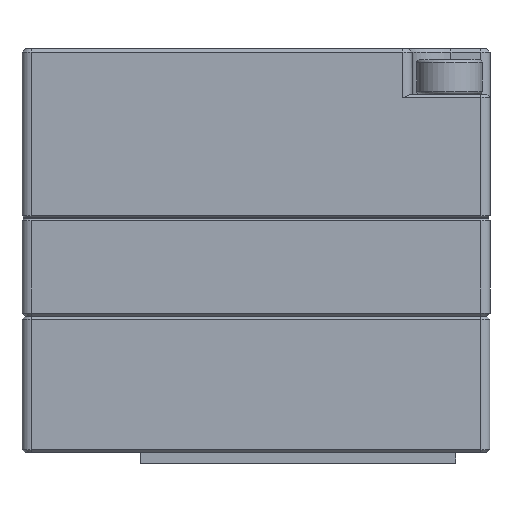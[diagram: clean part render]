
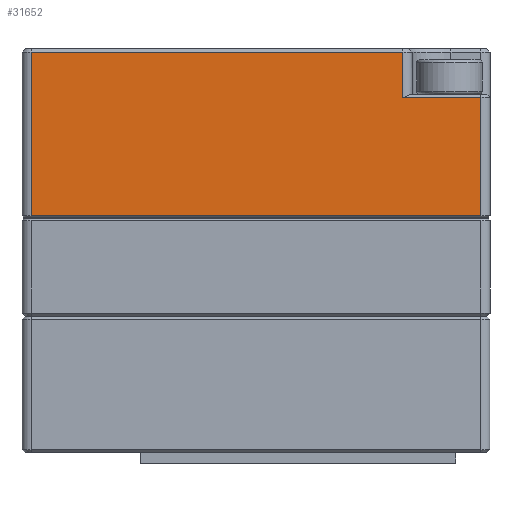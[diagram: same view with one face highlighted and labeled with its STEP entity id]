
A CAD part, front view. The second image highlights one B-rep face of the part: STEP entity #31652.
In plain terms, the highlighted planar face has unit normal (0, -1, 0).
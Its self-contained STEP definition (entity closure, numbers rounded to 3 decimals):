
#31652=ADVANCED_FACE('',(#41930),#35463,.T.);
#35463=PLANE('',#143062);
#41930=FACE_OUTER_BOUND('',#48882,.T.);
#48882=EDGE_LOOP('',(#81577,#81578,#81579,#81580,#81581,#81582));
#81577=ORIENTED_EDGE('',*,*,#108876,.T.);
#81578=ORIENTED_EDGE('',*,*,#108877,.T.);
#81579=ORIENTED_EDGE('',*,*,#108878,.T.);
#81580=ORIENTED_EDGE('',*,*,#108879,.T.);
#81581=ORIENTED_EDGE('',*,*,#108880,.T.);
#81582=ORIENTED_EDGE('',*,*,#108881,.T.);
#92401=VERTEX_POINT('',#213760);
#92402=VERTEX_POINT('',#213761);
#92403=VERTEX_POINT('',#213763);
#92404=VERTEX_POINT('',#213765);
#92405=VERTEX_POINT('',#213767);
#92406=VERTEX_POINT('',#213769);
#108876=EDGE_CURVE('',#92401,#92402,#120596,.T.);
#108877=EDGE_CURVE('',#92402,#92403,#120597,.T.);
#108878=EDGE_CURVE('',#92403,#92404,#120598,.T.);
#108879=EDGE_CURVE('',#92404,#92405,#120599,.T.);
#108880=EDGE_CURVE('',#92405,#92406,#120600,.T.);
#108881=EDGE_CURVE('',#92406,#92401,#120601,.T.);
#120596=LINE('',#213759,#132194);
#120597=LINE('',#213762,#132195);
#120598=LINE('',#213764,#132196);
#120599=LINE('',#213766,#132197);
#120600=LINE('',#213768,#132198);
#120601=LINE('',#213770,#132199);
#132194=VECTOR('',#176018,1.);
#132195=VECTOR('',#176019,1.);
#132196=VECTOR('',#176020,1.);
#132197=VECTOR('',#176021,1.);
#132198=VECTOR('',#176022,1.);
#132199=VECTOR('',#176023,1.);
#143062=AXIS2_PLACEMENT_3D('',#213771,#176024,#176025);
#176018=DIRECTION('',(0.,0.,-1.));
#176019=DIRECTION('',(1.,0.,0.));
#176020=DIRECTION('',(0.,0.,1.));
#176021=DIRECTION('',(-1.,0.,0.));
#176022=DIRECTION('',(0.,0.,1.));
#176023=DIRECTION('',(-1.,0.,0.));
#176024=DIRECTION('',(0.,-1.,0.));
#176025=DIRECTION('',(0.,0.,-1.));
#213759=CARTESIAN_POINT('',(-7.2,-7.5,0.));
#213760=CARTESIAN_POINT('',(-7.2,-7.5,5.6));
#213761=CARTESIAN_POINT('',(-7.2,-7.5,0.35));
#213762=CARTESIAN_POINT('',(-7.5,-7.5,0.35));
#213763=CARTESIAN_POINT('',(7.2,-7.5,0.35));
#213764=CARTESIAN_POINT('',(7.2,-7.5,0.));
#213765=CARTESIAN_POINT('',(7.2,-7.5,4.15));
#213766=CARTESIAN_POINT('',(4.7,-7.5,4.15));
#213767=CARTESIAN_POINT('',(4.7,-7.5,4.15));
#213768=CARTESIAN_POINT('',(4.7,-7.5,0.));
#213769=CARTESIAN_POINT('',(4.7,-7.5,5.6));
#213770=CARTESIAN_POINT('',(-7.5,-7.5,5.6));
#213771=CARTESIAN_POINT('',(-7.5,-7.5,0.));
